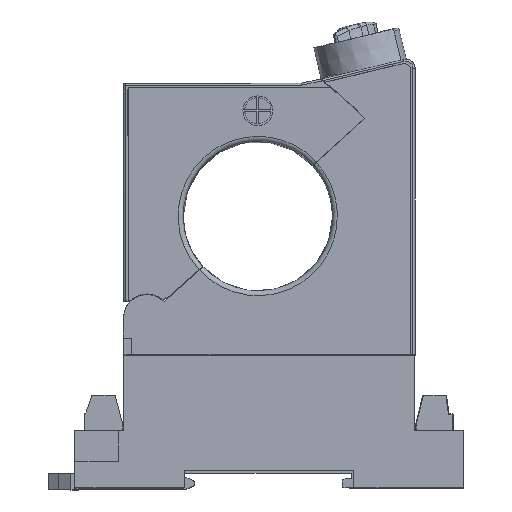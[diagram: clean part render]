
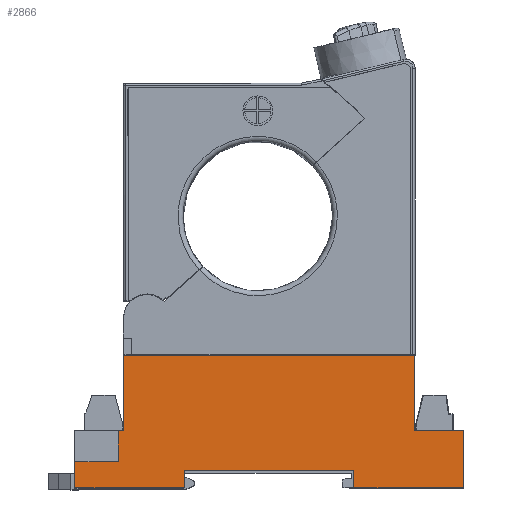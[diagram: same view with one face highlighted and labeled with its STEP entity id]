
A CAD part, top view. The second image highlights one B-rep face of the part: STEP entity #2866.
In plain terms, the highlighted face is planar.
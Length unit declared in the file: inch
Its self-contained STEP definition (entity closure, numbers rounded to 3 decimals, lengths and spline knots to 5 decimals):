
#343 = VERTEX_POINT ( 'NONE', #13351 ) ;
#380 = CARTESIAN_POINT ( 'NONE',  ( 1.6325, 0.222, -0.7105 ) ) ;
#499 = CARTESIAN_POINT ( 'NONE',  ( 0.71, 0.15, -0.7105 ) ) ;
#542 = CARTESIAN_POINT ( 'NONE',  ( 1.6325, 0.222, -0.7105 ) ) ;
#633 = VECTOR ( 'NONE', #28064, 39.37008 ) ;
#749 = CARTESIAN_POINT ( 'NONE',  ( 1.2225, 0.482, -0.7105 ) ) ;
#792 = ORIENTED_EDGE ( 'NONE', *, *, #8855, .T. ) ;
#965 = EDGE_CURVE ( 'NONE', #26746, #6488, #18021, .T. ) ;
#1756 = VERTEX_POINT ( 'NONE', #11955 ) ;
#2009 = CARTESIAN_POINT ( 'NONE',  ( 1.6325, 1.115, -0.7105 ) ) ;
#2105 = CARTESIAN_POINT ( 'NONE',  ( 0.71, 0.15, -0.7105 ) ) ;
#2158 = DIRECTION ( 'NONE',  ( -1., 0., 0. ) ) ;
#2202 = VECTOR ( 'NONE', #6442, 39.37008 ) ;
#2809 = CARTESIAN_POINT ( 'NONE',  ( -0.71, 0., -0.7105 ) ) ;
#2831 = ORIENTED_EDGE ( 'NONE', *, *, #30955, .F. ) ;
#2866 = ADVANCED_FACE ( 'NONE', ( #23792 ), #27702, .F. ) ;
#3566 = CARTESIAN_POINT ( 'NONE',  ( -1.2225, 0.482, -0.7105 ) ) ;
#3930 = CARTESIAN_POINT ( 'NONE',  ( -1.6325, 1.115, -0.7105 ) ) ;
#3991 = CARTESIAN_POINT ( 'NONE',  ( -1.2225, 1.115, -0.7105 ) ) ;
#4372 = EDGE_CURVE ( 'NONE', #1756, #343, #7754, .T. ) ;
#4631 = DIRECTION ( 'NONE',  ( 0., 1., 0. ) ) ;
#5891 = EDGE_CURVE ( 'NONE', #34541, #14328, #10737, .T. ) ;
#6442 = DIRECTION ( 'NONE',  ( 0., 1., 0. ) ) ;
#6488 = VERTEX_POINT ( 'NONE', #499 ) ;
#6625 = EDGE_CURVE ( 'NONE', #9315, #26746, #23702, .T. ) ;
#7064 = ORIENTED_EDGE ( 'NONE', *, *, #6625, .T. ) ;
#7202 = LINE ( 'NONE', #18591, #27748 ) ;
#7754 = LINE ( 'NONE', #3930, #633 ) ;
#7893 = VECTOR ( 'NONE', #12518, 39.37008 ) ;
#7990 = EDGE_CURVE ( 'NONE', #13096, #30098, #33219, .T. ) ;
#8543 = EDGE_CURVE ( 'NONE', #30146, #30725, #29818, .T. ) ;
#8614 = DIRECTION ( 'NONE',  ( -1., 0., 0. ) ) ;
#8688 = DIRECTION ( 'NONE',  ( -1., 0., 0. ) ) ;
#8739 = CARTESIAN_POINT ( 'NONE',  ( 1.2675, 0.222, -0.7105 ) ) ;
#8855 = EDGE_CURVE ( 'NONE', #6488, #26917, #7202, .T. ) ;
#8903 = VERTEX_POINT ( 'NONE', #2809 ) ;
#9315 = VERTEX_POINT ( 'NONE', #26556 ) ;
#10189 = ORIENTED_EDGE ( 'NONE', *, *, #5891, .F. ) ;
#10201 = ORIENTED_EDGE ( 'NONE', *, *, #22827, .T. ) ;
#10338 = VECTOR ( 'NONE', #33069, 39.37008 ) ;
#10737 = LINE ( 'NONE', #542, #16179 ) ;
#10893 = VECTOR ( 'NONE', #18011, 39.37008 ) ;
#11631 = CARTESIAN_POINT ( 'NONE',  ( -1.6325, 1.115, -0.7105 ) ) ;
#11955 = CARTESIAN_POINT ( 'NONE',  ( -1.6325, 0.482, -0.7105 ) ) ;
#12303 = ORIENTED_EDGE ( 'NONE', *, *, #8543, .T. ) ;
#12518 = DIRECTION ( 'NONE',  ( 0., -1., 0. ) ) ;
#12747 = DIRECTION ( 'NONE',  ( 0., -1., 0. ) ) ;
#12760 = AXIS2_PLACEMENT_3D ( 'NONE', #11631, #30369, #14312 ) ;
#13054 = LINE ( 'NONE', #16616, #20205 ) ;
#13096 = VERTEX_POINT ( 'NONE', #31873 ) ;
#13351 = CARTESIAN_POINT ( 'NONE',  ( -1.6325, 0., -0.7105 ) ) ;
#14297 = DIRECTION ( 'NONE',  ( -1., 0., 0. ) ) ;
#14312 = DIRECTION ( 'NONE',  ( 1., 0., 0. ) ) ;
#14319 = ORIENTED_EDGE ( 'NONE', *, *, #21857, .F. ) ;
#14328 = VERTEX_POINT ( 'NONE', #8739 ) ;
#14388 = CARTESIAN_POINT ( 'NONE',  ( -1.2225, 1.115, -0.7105 ) ) ;
#14774 = EDGE_CURVE ( 'NONE', #34541, #9315, #24092, .T. ) ;
#14781 = DIRECTION ( 'NONE',  ( 0., -1., 0. ) ) ;
#14948 = ORIENTED_EDGE ( 'NONE', *, *, #21300, .T. ) ;
#15210 = LINE ( 'NONE', #26060, #29484 ) ;
#15767 = LINE ( 'NONE', #33148, #16595 ) ;
#16179 = VECTOR ( 'NONE', #8614, 39.37008 ) ;
#16526 = LINE ( 'NONE', #33653, #23293 ) ;
#16595 = VECTOR ( 'NONE', #14297, 39.37008 ) ;
#16616 = CARTESIAN_POINT ( 'NONE',  ( -1.6325, 0., -0.7105 ) ) ;
#17042 = CARTESIAN_POINT ( 'NONE',  ( 1.2225, 0.482, -0.7105 ) ) ;
#18011 = DIRECTION ( 'NONE',  ( 0., 1., 0. ) ) ;
#18021 = LINE ( 'NONE', #2105, #10893 ) ;
#18591 = CARTESIAN_POINT ( 'NONE',  ( -0.71, 0.15, -0.7105 ) ) ;
#18985 = VECTOR ( 'NONE', #14781, 39.37008 ) ;
#19050 = ORIENTED_EDGE ( 'NONE', *, *, #20352, .T. ) ;
#20071 = CARTESIAN_POINT ( 'NONE',  ( 1.2225, 1.115, -0.7105 ) ) ;
#20205 = VECTOR ( 'NONE', #32628, 39.37008 ) ;
#20330 = DIRECTION ( 'NONE',  ( 1., 0., 0. ) ) ;
#20352 = EDGE_CURVE ( 'NONE', #26917, #8903, #20467, .T. ) ;
#20467 = LINE ( 'NONE', #31250, #7893 ) ;
#21300 = EDGE_CURVE ( 'NONE', #30098, #28572, #30870, .T. ) ;
#21378 = ORIENTED_EDGE ( 'NONE', *, *, #7990, .T. ) ;
#21737 = ORIENTED_EDGE ( 'NONE', *, *, #14774, .T. ) ;
#21857 = EDGE_CURVE ( 'NONE', #13096, #30725, #15767, .T. ) ;
#22827 = EDGE_CURVE ( 'NONE', #1756, #30146, #16526, .T. ) ;
#22854 = VECTOR ( 'NONE', #8688, 39.37008 ) ;
#23293 = VECTOR ( 'NONE', #20330, 39.37008 ) ;
#23702 = LINE ( 'NONE', #24731, #22854 ) ;
#23792 = FACE_OUTER_BOUND ( 'NONE', #24964, .T. ) ;
#24092 = LINE ( 'NONE', #2009, #30365 ) ;
#24731 = CARTESIAN_POINT ( 'NONE',  ( -1.6325, 0., -0.7105 ) ) ;
#24964 = EDGE_LOOP ( 'NONE', ( #7064, #28633, #792, #19050, #32464, #30062, #10201, #12303, #14319, #21378, #14948, #2831, #10189, #21737 ) ) ;
#25789 = CARTESIAN_POINT ( 'NONE',  ( 1.2675, 0.482, -0.7105 ) ) ;
#26060 = CARTESIAN_POINT ( 'NONE',  ( 1.2675, 0.222, -0.7105 ) ) ;
#26556 = CARTESIAN_POINT ( 'NONE',  ( 1.6325, 0., -0.7105 ) ) ;
#26746 = VERTEX_POINT ( 'NONE', #30132 ) ;
#26917 = VERTEX_POINT ( 'NONE', #28869 ) ;
#27702 = PLANE ( 'NONE',  #12760 ) ;
#27748 = VECTOR ( 'NONE', #2158, 39.37008 ) ;
#28064 = DIRECTION ( 'NONE',  ( 0., -1., 0. ) ) ;
#28572 = VERTEX_POINT ( 'NONE', #25789 ) ;
#28633 = ORIENTED_EDGE ( 'NONE', *, *, #965, .T. ) ;
#28869 = CARTESIAN_POINT ( 'NONE',  ( -0.71, 0.15, -0.7105 ) ) ;
#29484 = VECTOR ( 'NONE', #4631, 39.37008 ) ;
#29818 = LINE ( 'NONE', #14388, #2202 ) ;
#30062 = ORIENTED_EDGE ( 'NONE', *, *, #4372, .F. ) ;
#30098 = VERTEX_POINT ( 'NONE', #749 ) ;
#30132 = CARTESIAN_POINT ( 'NONE',  ( 0.71, 0., -0.7105 ) ) ;
#30146 = VERTEX_POINT ( 'NONE', #3566 ) ;
#30365 = VECTOR ( 'NONE', #12747, 39.37008 ) ;
#30369 = DIRECTION ( 'NONE',  ( 0., 0., 1. ) ) ;
#30725 = VERTEX_POINT ( 'NONE', #3991 ) ;
#30870 = LINE ( 'NONE', #17042, #10338 ) ;
#30955 = EDGE_CURVE ( 'NONE', #14328, #28572, #15210, .T. ) ;
#31250 = CARTESIAN_POINT ( 'NONE',  ( -0.71, 0.15, -0.7105 ) ) ;
#31823 = EDGE_CURVE ( 'NONE', #8903, #343, #13054, .T. ) ;
#31873 = CARTESIAN_POINT ( 'NONE',  ( 1.2225, 1.115, -0.7105 ) ) ;
#32464 = ORIENTED_EDGE ( 'NONE', *, *, #31823, .T. ) ;
#32628 = DIRECTION ( 'NONE',  ( -1., 0., 0. ) ) ;
#33069 = DIRECTION ( 'NONE',  ( 1., 0., 0. ) ) ;
#33148 = CARTESIAN_POINT ( 'NONE',  ( -1.6325, 1.115, -0.7105 ) ) ;
#33219 = LINE ( 'NONE', #20071, #18985 ) ;
#33653 = CARTESIAN_POINT ( 'NONE',  ( -1.6325, 0.482, -0.7105 ) ) ;
#34541 = VERTEX_POINT ( 'NONE', #380 ) ;
